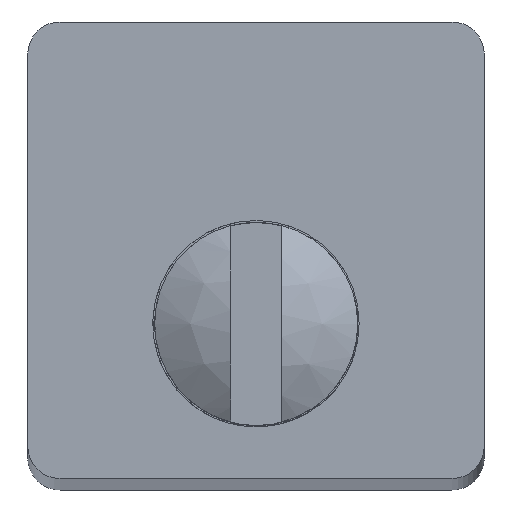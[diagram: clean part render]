
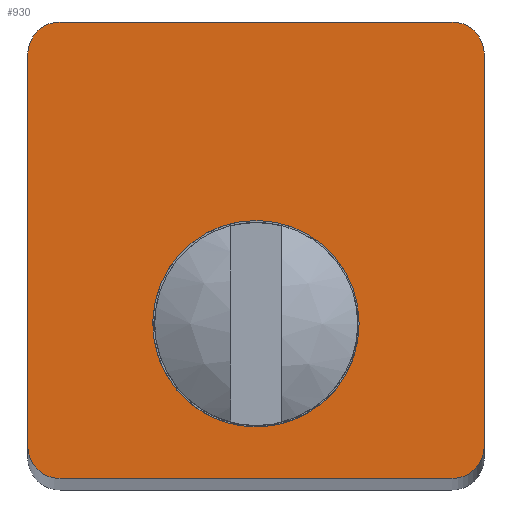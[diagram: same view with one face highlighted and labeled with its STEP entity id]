
A CAD part, top view. The second image highlights one B-rep face of the part: STEP entity #930.
In plain terms, the highlighted planar face has unit normal (0, 0, 1).
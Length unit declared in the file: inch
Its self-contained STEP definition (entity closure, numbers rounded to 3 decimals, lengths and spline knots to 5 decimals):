
#41=FACE_BOUND('',#165,.T.);
#59=CIRCLE('',#1000,0.125);
#60=CIRCLE('',#1003,0.125);
#61=CIRCLE('',#1007,0.125);
#62=CIRCLE('',#1008,0.125);
#63=CIRCLE('',#1009,0.4);
#110=FACE_OUTER_BOUND('',#164,.T.);
#164=EDGE_LOOP('',(#763,#764,#765,#766,#767,#768,#769,#770));
#165=EDGE_LOOP('',(#771));
#257=LINE('',#1460,#353);
#260=LINE('',#1468,#356);
#264=LINE('',#1477,#360);
#267=LINE('',#1483,#363);
#353=VECTOR('',#1189,0.03937);
#356=VECTOR('',#1198,0.03937);
#360=VECTOR('',#1208,0.03937);
#363=VECTOR('',#1213,0.03937);
#437=VERTEX_POINT('',#1456);
#438=VERTEX_POINT('',#1458);
#439=VERTEX_POINT('',#1462);
#440=VERTEX_POINT('',#1466);
#441=VERTEX_POINT('',#1470);
#442=VERTEX_POINT('',#1475);
#443=VERTEX_POINT('',#1479);
#444=VERTEX_POINT('',#1481);
#445=VERTEX_POINT('',#1487);
#551=EDGE_CURVE('',#438,#437,#257,.T.);
#552=EDGE_CURVE('',#437,#439,#59,.T.);
#555=EDGE_CURVE('',#439,#440,#260,.T.);
#556=EDGE_CURVE('',#440,#441,#60,.T.);
#560=EDGE_CURVE('',#441,#442,#264,.T.);
#563=EDGE_CURVE('',#444,#443,#267,.T.);
#564=EDGE_CURVE('',#443,#438,#61,.T.);
#565=EDGE_CURVE('',#442,#444,#62,.T.);
#566=EDGE_CURVE('',#445,#445,#63,.T.);
#763=ORIENTED_EDGE('',*,*,#564,.F.);
#764=ORIENTED_EDGE('',*,*,#563,.F.);
#765=ORIENTED_EDGE('',*,*,#565,.F.);
#766=ORIENTED_EDGE('',*,*,#560,.F.);
#767=ORIENTED_EDGE('',*,*,#556,.F.);
#768=ORIENTED_EDGE('',*,*,#555,.F.);
#769=ORIENTED_EDGE('',*,*,#552,.F.);
#770=ORIENTED_EDGE('',*,*,#551,.F.);
#771=ORIENTED_EDGE('',*,*,#566,.T.);
#890=PLANE('',#1006);
#930=ADVANCED_FACE('',(#110,#41),#890,.T.);
#1000=AXIS2_PLACEMENT_3D('',#1463,#1192,#1193);
#1003=AXIS2_PLACEMENT_3D('',#1471,#1201,#1202);
#1006=AXIS2_PLACEMENT_3D('',#1484,#1214,#1215);
#1007=AXIS2_PLACEMENT_3D('',#1485,#1216,#1217);
#1008=AXIS2_PLACEMENT_3D('',#1486,#1218,#1219);
#1009=AXIS2_PLACEMENT_3D('',#1488,#1220,#1221);
#1189=DIRECTION('',(0.,1.,0.));
#1192=DIRECTION('center_axis',(0.,0.,-1.));
#1193=DIRECTION('ref_axis',(-0.707,0.707,0.));
#1198=DIRECTION('',(1.,0.,0.));
#1201=DIRECTION('center_axis',(0.,0.,-1.));
#1202=DIRECTION('ref_axis',(0.707,0.707,0.));
#1208=DIRECTION('',(0.,-1.,0.));
#1213=DIRECTION('',(-1.,0.,0.));
#1214=DIRECTION('center_axis',(0.,0.,1.));
#1215=DIRECTION('ref_axis',(1.,0.,0.));
#1216=DIRECTION('center_axis',(0.,0.,-1.));
#1217=DIRECTION('ref_axis',(-0.707,-0.707,0.));
#1218=DIRECTION('center_axis',(0.,0.,-1.));
#1219=DIRECTION('ref_axis',(0.707,-0.707,0.));
#1220=DIRECTION('center_axis',(0.,0.,-1.));
#1221=DIRECTION('ref_axis',(-1.,0.,0.));
#1456=CARTESIAN_POINT('',(0.,1.645,31.66929));
#1458=CARTESIAN_POINT('',(0.,0.125,31.66929));
#1460=CARTESIAN_POINT('',(0.,0.125,31.66929));
#1462=CARTESIAN_POINT('',(0.125,1.77,31.66929));
#1463=CARTESIAN_POINT('Origin',(0.125,1.645,31.66929));
#1466=CARTESIAN_POINT('',(1.645,1.77,31.66929));
#1468=CARTESIAN_POINT('',(0.125,1.77,31.66929));
#1470=CARTESIAN_POINT('',(1.77,1.645,31.66929));
#1471=CARTESIAN_POINT('Origin',(1.645,1.645,31.66929));
#1475=CARTESIAN_POINT('',(1.77,0.125,31.66929));
#1477=CARTESIAN_POINT('',(1.77,1.645,31.66929));
#1479=CARTESIAN_POINT('',(0.125,0.,31.66929));
#1481=CARTESIAN_POINT('',(1.645,0.,31.66929));
#1483=CARTESIAN_POINT('',(1.645,0.,31.66929));
#1484=CARTESIAN_POINT('Origin',(0.885,0.885,31.66929));
#1485=CARTESIAN_POINT('Origin',(0.125,0.125,31.66929));
#1486=CARTESIAN_POINT('Origin',(1.645,0.125,31.66929));
#1487=CARTESIAN_POINT('',(1.285,0.6,31.66929));
#1488=CARTESIAN_POINT('Origin',(0.885,0.6,31.66929));
